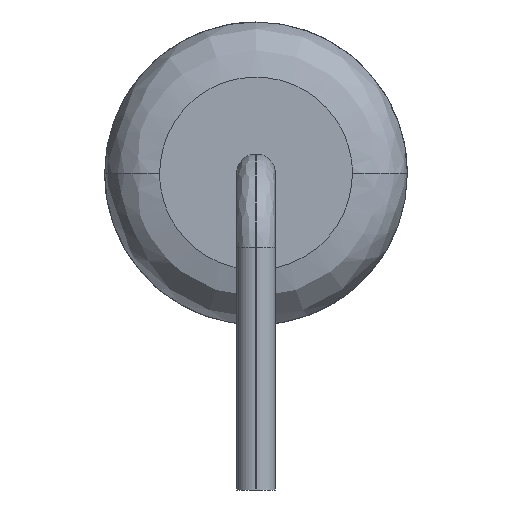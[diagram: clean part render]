
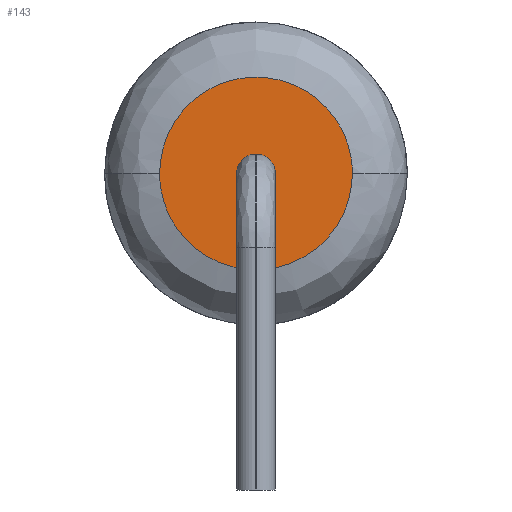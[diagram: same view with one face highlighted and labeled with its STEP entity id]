
A CAD part, left-side view. The second image highlights one B-rep face of the part: STEP entity #143.
In plain terms, the highlighted planar face has unit normal (-1, 0, 0).
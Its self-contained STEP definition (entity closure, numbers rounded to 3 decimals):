
#58 = EDGE_CURVE ( 'NONE', #1836, #2774, #740, .T. ) ;
#118 = CARTESIAN_POINT ( 'NONE',  ( 2.16, 0., 2.75 ) ) ;
#143 = ADVANCED_FACE ( 'NONE', ( #3476 ), #3044, .F. ) ;
#724 = DIRECTION ( 'NONE',  ( 0., 0., -1. ) ) ;
#740 =( BOUNDED_CURVE ( )  B_SPLINE_CURVE ( 3, ( #3505, #4560, #3080, #2353 ),
 .UNSPECIFIED., .F., .F. ) 
 B_SPLINE_CURVE_WITH_KNOTS ( ( 4, 4 ),
 ( 0.5, 1. ),
 .UNSPECIFIED. ) 
 CURVE ( )  GEOMETRIC_REPRESENTATION_ITEM ( )  RATIONAL_B_SPLINE_CURVE ( ( 1., 0.333, 0.333, 1. ) ) 
 REPRESENTATION_ITEM ( '' )  );
#1023 = AXIS2_PLACEMENT_3D ( 'NONE', #118, #2935, #724 ) ;
#1044 = ORIENTED_EDGE ( 'NONE', *, *, #58, .F. ) ;
#1148 = ORIENTED_EDGE ( 'NONE', *, *, #2291, .F. ) ;
#1836 = VERTEX_POINT ( 'NONE', #2874 ) ;
#1958 = CARTESIAN_POINT ( 'NONE',  ( 2.16, 1.75, 2.75 ) ) ;
#2109 = CARTESIAN_POINT ( 'NONE',  ( 2.16, -1.75, 2.75 ) ) ;
#2291 = EDGE_CURVE ( 'NONE', #2774, #1836, #4717, .T. ) ;
#2322 = EDGE_LOOP ( 'NONE', ( #1148, #1044 ) ) ;
#2353 = CARTESIAN_POINT ( 'NONE',  ( 2.16, 1.75, 2.75 ) ) ;
#2460 = CARTESIAN_POINT ( 'NONE',  ( 2.16, 1.75, 2.75 ) ) ;
#2774 = VERTEX_POINT ( 'NONE', #1958 ) ;
#2874 = CARTESIAN_POINT ( 'NONE',  ( 2.16, -1.75, 2.75 ) ) ;
#2935 = DIRECTION ( 'NONE',  ( 1., 0., 0. ) ) ;
#3044 = PLANE ( 'NONE',  #1023 ) ;
#3080 = CARTESIAN_POINT ( 'NONE',  ( 2.16, 1.75, -0.75 ) ) ;
#3189 = CARTESIAN_POINT ( 'NONE',  ( 2.16, 1.75, 6.25 ) ) ;
#3476 = FACE_OUTER_BOUND ( 'NONE', #2322, .T. ) ;
#3505 = CARTESIAN_POINT ( 'NONE',  ( 2.16, -1.75, 2.75 ) ) ;
#4318 = CARTESIAN_POINT ( 'NONE',  ( 2.16, -1.75, 6.25 ) ) ;
#4560 = CARTESIAN_POINT ( 'NONE',  ( 2.16, -1.75, -0.75 ) ) ;
#4717 =( BOUNDED_CURVE ( )  B_SPLINE_CURVE ( 3, ( #2460, #3189, #4318, #2109 ),
 .UNSPECIFIED., .F., .F. ) 
 B_SPLINE_CURVE_WITH_KNOTS ( ( 4, 4 ),
 ( 0., 0.5 ),
 .UNSPECIFIED. ) 
 CURVE ( )  GEOMETRIC_REPRESENTATION_ITEM ( )  RATIONAL_B_SPLINE_CURVE ( ( 1., 0.333, 0.333, 1. ) ) 
 REPRESENTATION_ITEM ( '' )  );
